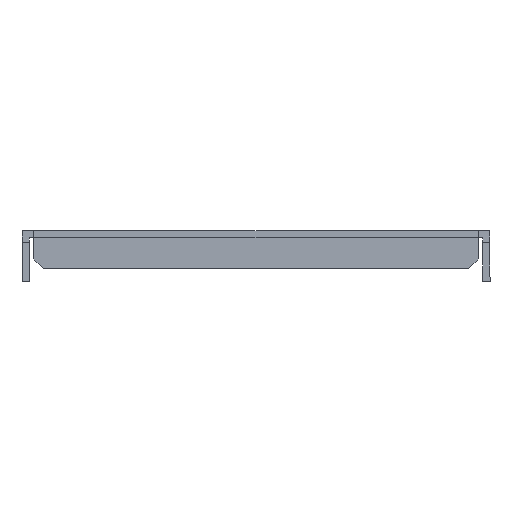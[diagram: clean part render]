
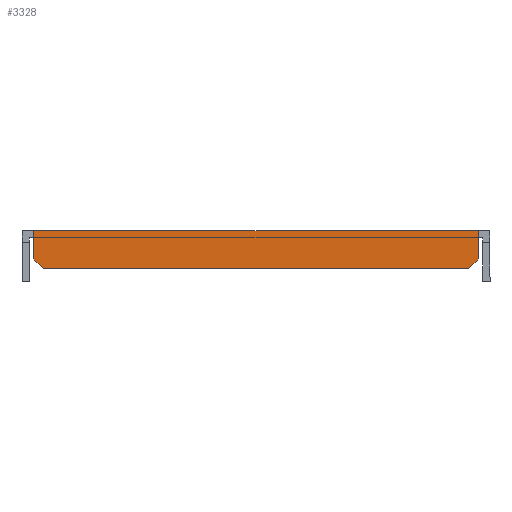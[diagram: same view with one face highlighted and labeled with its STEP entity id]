
A CAD part, front view. The second image highlights one B-rep face of the part: STEP entity #3328.
In plain terms, the highlighted planar face has unit normal (0, -1, 0).
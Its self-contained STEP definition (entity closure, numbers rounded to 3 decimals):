
#167 = VECTOR ( 'NONE', #6589, 1000. ) ;
#187 = VECTOR ( 'NONE', #8780, 1000. ) ;
#245 = ORIENTED_EDGE ( 'NONE', *, *, #7855, .T. ) ;
#698 = VECTOR ( 'NONE', #7728, 1000. ) ;
#830 = EDGE_CURVE ( 'NONE', #6247, #7475, #5382, .T. ) ;
#980 = CARTESIAN_POINT ( 'NONE',  ( 0., -210., 0. ) ) ;
#1026 = CARTESIAN_POINT ( 'NONE',  ( -47., -210., -6. ) ) ;
#1320 = CARTESIAN_POINT ( 'NONE',  ( 45., -210., -8. ) ) ;
#1687 = VECTOR ( 'NONE', #10936, 1000. ) ;
#1896 = EDGE_CURVE ( 'NONE', #5678, #2654, #6953, .T. ) ;
#2093 = DIRECTION ( 'NONE',  ( 0., 0., 1. ) ) ;
#2422 = VECTOR ( 'NONE', #3297, 1000. ) ;
#2587 = ORIENTED_EDGE ( 'NONE', *, *, #7173, .T. ) ;
#2654 = VERTEX_POINT ( 'NONE', #12470 ) ;
#3118 = VECTOR ( 'NONE', #8184, 1000. ) ;
#3297 = DIRECTION ( 'NONE',  ( 0., 0., -1. ) ) ;
#3328 = ADVANCED_FACE ( 'NONE', ( #9892 ), #8971, .F. ) ;
#3386 = CARTESIAN_POINT ( 'NONE',  ( 47., -210., -6. ) ) ;
#3475 = VERTEX_POINT ( 'NONE', #7438 ) ;
#3778 = CARTESIAN_POINT ( 'NONE',  ( 0., -210., 0. ) ) ;
#3849 = LINE ( 'NONE', #10798, #187 ) ;
#4357 = CARTESIAN_POINT ( 'NONE',  ( -45., -210., -8. ) ) ;
#4937 = ORIENTED_EDGE ( 'NONE', *, *, #12148, .T. ) ;
#4952 = DIRECTION ( 'NONE',  ( 0., 0., 1. ) ) ;
#5382 = LINE ( 'NONE', #4357, #3118 ) ;
#5678 = VERTEX_POINT ( 'NONE', #3386 ) ;
#6102 = DIRECTION ( 'NONE',  ( 0., 1., 0. ) ) ;
#6247 = VERTEX_POINT ( 'NONE', #1026 ) ;
#6380 = VERTEX_POINT ( 'NONE', #9343 ) ;
#6589 = DIRECTION ( 'NONE',  ( 0.707, 0., 0.707 ) ) ;
#6953 = LINE ( 'NONE', #8075, #1687 ) ;
#7173 = EDGE_CURVE ( 'NONE', #2654, #3475, #9894, .T. ) ;
#7438 = CARTESIAN_POINT ( 'NONE',  ( 47., -210., 0. ) ) ;
#7475 = VERTEX_POINT ( 'NONE', #12652 ) ;
#7566 = LINE ( 'NONE', #9386, #167 ) ;
#7728 = DIRECTION ( 'NONE',  ( -1., 0., 0. ) ) ;
#7855 = EDGE_CURVE ( 'NONE', #12674, #5678, #7566, .T. ) ;
#7878 = ORIENTED_EDGE ( 'NONE', *, *, #11176, .T. ) ;
#8075 = CARTESIAN_POINT ( 'NONE',  ( 47., -210., 0. ) ) ;
#8184 = DIRECTION ( 'NONE',  ( 0.707, 0., -0.707 ) ) ;
#8218 = VECTOR ( 'NONE', #11697, 1000. ) ;
#8224 = LINE ( 'NONE', #8414, #2422 ) ;
#8414 = CARTESIAN_POINT ( 'NONE',  ( -47., -210., 0. ) ) ;
#8577 = CARTESIAN_POINT ( 'NONE',  ( 0., -210., -8. ) ) ;
#8640 = LINE ( 'NONE', #8577, #8218 ) ;
#8675 = VECTOR ( 'NONE', #4952, 1000. ) ;
#8780 = DIRECTION ( 'NONE',  ( 0., 0., 1. ) ) ;
#8971 = PLANE ( 'NONE',  #12124 ) ;
#9172 = ORIENTED_EDGE ( 'NONE', *, *, #12807, .T. ) ;
#9343 = CARTESIAN_POINT ( 'NONE',  ( -47., -210., 0. ) ) ;
#9386 = CARTESIAN_POINT ( 'NONE',  ( 47., -210., -6. ) ) ;
#9634 = CARTESIAN_POINT ( 'NONE',  ( 47., -210., -2.5 ) ) ;
#9741 = LINE ( 'NONE', #3778, #698 ) ;
#9756 = EDGE_CURVE ( 'NONE', #11040, #6380, #3849, .T. ) ;
#9892 = FACE_OUTER_BOUND ( 'NONE', #12209, .T. ) ;
#9894 = LINE ( 'NONE', #9634, #8675 ) ;
#10119 = ORIENTED_EDGE ( 'NONE', *, *, #9756, .F. ) ;
#10721 = ORIENTED_EDGE ( 'NONE', *, *, #1896, .T. ) ;
#10798 = CARTESIAN_POINT ( 'NONE',  ( -47., -210., 0. ) ) ;
#10936 = DIRECTION ( 'NONE',  ( 0., 0., 1. ) ) ;
#11040 = VERTEX_POINT ( 'NONE', #12150 ) ;
#11176 = EDGE_CURVE ( 'NONE', #3475, #6380, #9741, .T. ) ;
#11697 = DIRECTION ( 'NONE',  ( 1., 0., 0. ) ) ;
#11706 = ORIENTED_EDGE ( 'NONE', *, *, #830, .T. ) ;
#12124 = AXIS2_PLACEMENT_3D ( 'NONE', #980, #6102, #2093 ) ;
#12148 = EDGE_CURVE ( 'NONE', #7475, #12674, #8640, .T. ) ;
#12150 = CARTESIAN_POINT ( 'NONE',  ( -47., -210., -2.5 ) ) ;
#12209 = EDGE_LOOP ( 'NONE', ( #9172, #11706, #4937, #245, #10721, #2587, #7878, #10119 ) ) ;
#12470 = CARTESIAN_POINT ( 'NONE',  ( 47., -210., -2.5 ) ) ;
#12652 = CARTESIAN_POINT ( 'NONE',  ( -45., -210., -8. ) ) ;
#12674 = VERTEX_POINT ( 'NONE', #1320 ) ;
#12807 = EDGE_CURVE ( 'NONE', #11040, #6247, #8224, .T. ) ;
